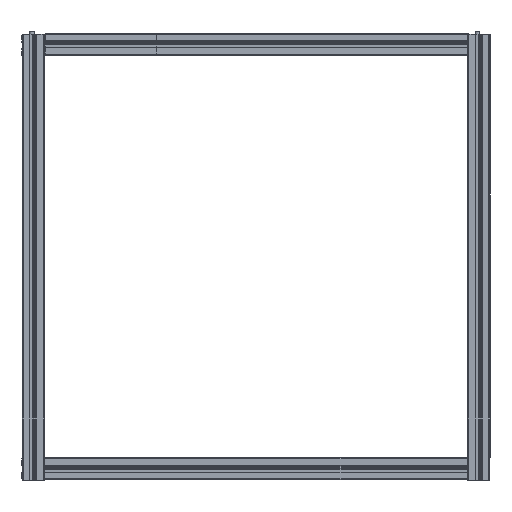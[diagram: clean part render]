
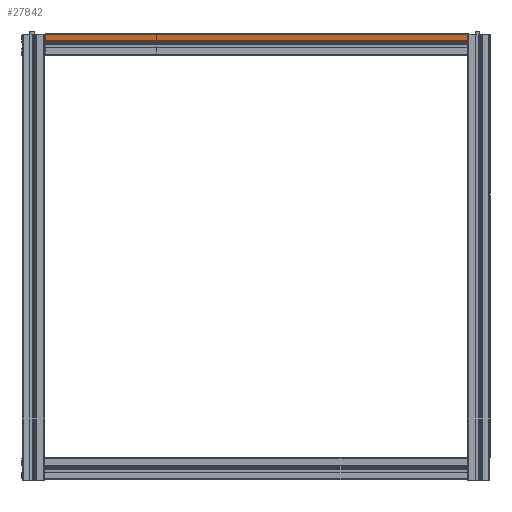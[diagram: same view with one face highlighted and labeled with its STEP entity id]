
A CAD part, left-side view. The second image highlights one B-rep face of the part: STEP entity #27842.
In plain terms, the highlighted planar face has unit normal (-1, 0, 0).
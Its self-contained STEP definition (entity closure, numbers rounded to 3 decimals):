
#533=PLANE('',#29985);
#1936=FACE_OUTER_BOUND('',#3140,.T.);
#3140=EDGE_LOOP('',(#23159,#23160,#23161,#23162));
#5799=LINE('',#42944,#9713);
#5861=LINE('',#43094,#9775);
#5862=LINE('',#43096,#9776);
#5863=LINE('',#43097,#9777);
#9713=VECTOR('',#34386,6.);
#9775=VECTOR('',#34480,10.);
#9776=VECTOR('',#34481,6.);
#9777=VECTOR('',#34482,10.);
#14147=VERTEX_POINT('',#42941);
#14148=VERTEX_POINT('',#42943);
#14220=VERTEX_POINT('',#43093);
#14221=VERTEX_POINT('',#43095);
#17950=EDGE_CURVE('',#14147,#14148,#5799,.T.);
#18026=EDGE_CURVE('',#14220,#14147,#5861,.T.);
#18027=EDGE_CURVE('',#14221,#14220,#5862,.T.);
#18028=EDGE_CURVE('',#14148,#14221,#5863,.T.);
#23159=ORIENTED_EDGE('',*,*,#18026,.F.);
#23160=ORIENTED_EDGE('',*,*,#18027,.F.);
#23161=ORIENTED_EDGE('',*,*,#18028,.F.);
#23162=ORIENTED_EDGE('',*,*,#17950,.F.);
#27842=ADVANCED_FACE('',(#1936),#533,.T.);
#29985=AXIS2_PLACEMENT_3D('',#43092,#34478,#34479);
#34386=DIRECTION('',(0.,0.,1.));
#34478=DIRECTION('center_axis',(-1.,0.,0.));
#34479=DIRECTION('ref_axis',(0.,0.,-1.));
#34480=DIRECTION('',(0.,1.,0.));
#34481=DIRECTION('',(0.,0.,-1.));
#34482=DIRECTION('',(0.,-1.,0.));
#42941=CARTESIAN_POINT('',(-460.,389.219,-5.781));
#42943=CARTESIAN_POINT('',(-460.,389.219,0.219));
#42944=CARTESIAN_POINT('',(-460.,389.219,0.219));
#43092=CARTESIAN_POINT('Origin',(-460.,289.219,0.219));
#43093=CARTESIAN_POINT('',(-460.,9.219,-5.781));
#43094=CARTESIAN_POINT('',(-460.,289.219,-5.781));
#43095=CARTESIAN_POINT('',(-460.,9.219,0.219));
#43096=CARTESIAN_POINT('',(-460.,9.219,0.219));
#43097=CARTESIAN_POINT('',(-460.,289.219,0.219));
